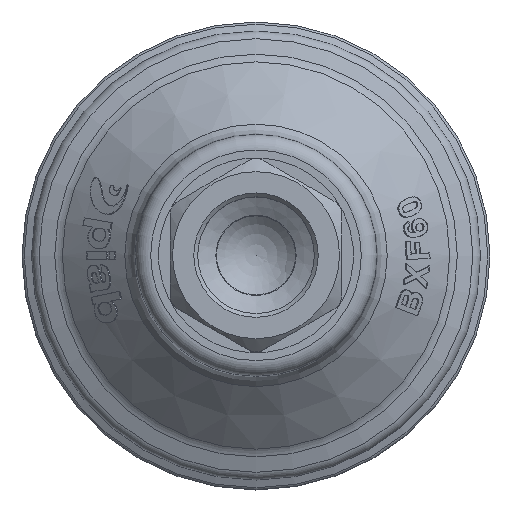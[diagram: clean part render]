
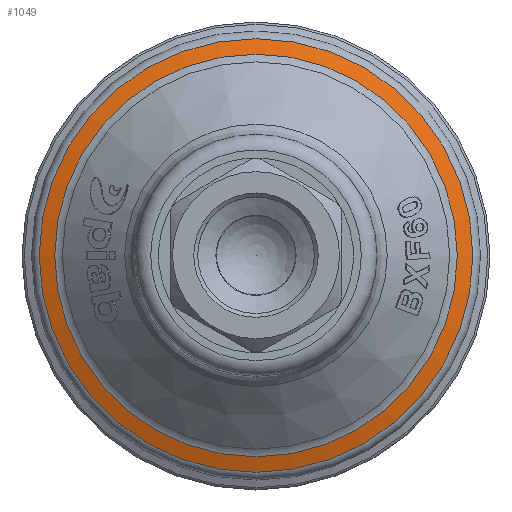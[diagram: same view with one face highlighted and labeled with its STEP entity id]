
A CAD part, top view. The second image highlights one B-rep face of the part: STEP entity #1049.
In plain terms, the highlighted conical face has half-angle 70 degrees and reference radius 25.263 mm.
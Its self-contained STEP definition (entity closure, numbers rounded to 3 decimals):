
#1049 = ADVANCED_FACE( '', ( #2250, #2251 ), #2252, .T. );
#2250 = FACE_BOUND( '', #6830, .T. );
#2251 = FACE_OUTER_BOUND( '', #6831, .T. );
#2252 = CONICAL_SURFACE( '', #6832, 25.263, 1.222 );
#6830 = EDGE_LOOP( '', ( #10377 ) );
#6831 = EDGE_LOOP( '', ( #10378 ) );
#6832 = AXIS2_PLACEMENT_3D( '', #10379, #10380, #10381 );
#10377 = ORIENTED_EDGE( '', *, *, #12469, .T. );
#10378 = ORIENTED_EDGE( '', *, *, #12065, .T. );
#10379 = CARTESIAN_POINT( '', ( 0., 0., 36.246 ) );
#10380 = DIRECTION( '', ( 0., 0., -1. ) );
#10381 = DIRECTION( '', ( -1., 0., 0. ) );
#12065 = EDGE_CURVE( '', #13781, #13781, #13782, .T. );
#12469 = EDGE_CURVE( '', #14337, #14337, #14338, .F. );
#13781 = VERTEX_POINT( '', #17511 );
#13782 = CIRCLE( '', #17512, 27.801 );
#14337 = VERTEX_POINT( '', #19465 );
#14338 = CIRCLE( '', #19466, 25.811 );
#17511 = CARTESIAN_POINT( '', ( 27.801, 0., 35.322 ) );
#17512 = AXIS2_PLACEMENT_3D( '', #20868, #20869, #20870 );
#19465 = CARTESIAN_POINT( '', ( 25.811, 0., 36.047 ) );
#19466 = AXIS2_PLACEMENT_3D( '', #21084, #21085, #21086 );
#20868 = CARTESIAN_POINT( '', ( 0., 0., 35.322 ) );
#20869 = DIRECTION( '', ( 0., 0., 1. ) );
#20870 = DIRECTION( '', ( 1., 0., 0. ) );
#21084 = CARTESIAN_POINT( '', ( 0., 0., 36.047 ) );
#21085 = DIRECTION( '', ( 0., 0., 1. ) );
#21086 = DIRECTION( '', ( 1., 0., 0. ) );
